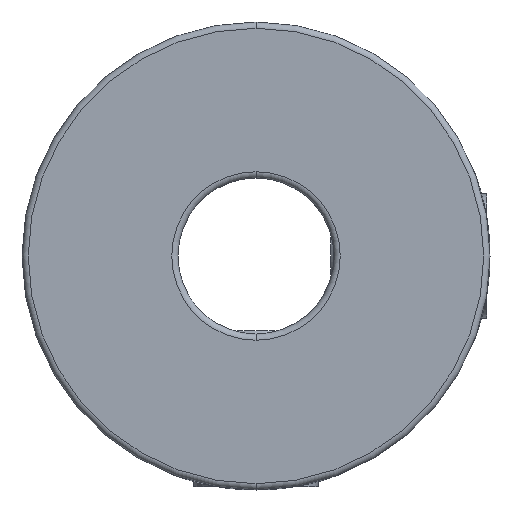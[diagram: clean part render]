
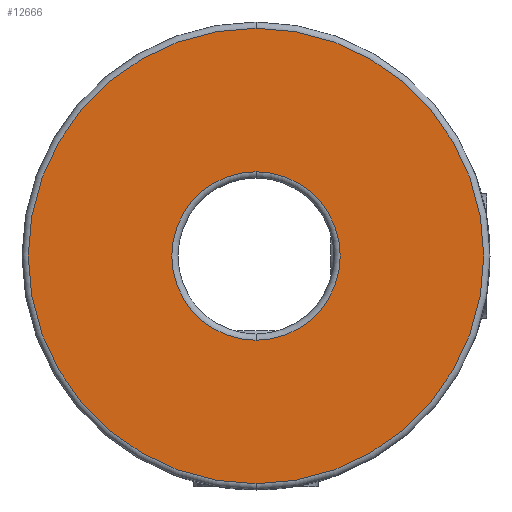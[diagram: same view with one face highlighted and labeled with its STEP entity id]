
A CAD part, front view. The second image highlights one B-rep face of the part: STEP entity #12666.
In plain terms, the highlighted planar face has unit normal (0, -1, 0).
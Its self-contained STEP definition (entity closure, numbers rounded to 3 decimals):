
#98 = CIRCLE ( 'NONE', #3410, 7.3 ) ;
#198 = CARTESIAN_POINT ( 'NONE',  ( 0., 0., 0. ) ) ;
#423 = EDGE_CURVE ( 'NONE', #6300, #11139, #98, .T. ) ;
#1399 = DIRECTION ( 'NONE',  ( 0., 1., 0. ) ) ;
#1455 = CARTESIAN_POINT ( 'NONE',  ( 0., 0., -7.3 ) ) ;
#1744 = ORIENTED_EDGE ( 'NONE', *, *, #6357, .T. ) ;
#1745 = EDGE_CURVE ( 'NONE', #12153, #9649, #5982, .T. ) ;
#1857 = CARTESIAN_POINT ( 'NONE',  ( 0., 0., -2.7 ) ) ;
#1914 = CARTESIAN_POINT ( 'NONE',  ( 0., 0., 0. ) ) ;
#2305 = CARTESIAN_POINT ( 'NONE',  ( 0., 0., 7.3 ) ) ;
#2651 = CIRCLE ( 'NONE', #9312, 2.7 ) ;
#2784 = CARTESIAN_POINT ( 'NONE',  ( 0., 0., 2.7 ) ) ;
#3157 = DIRECTION ( 'NONE',  ( 0., -1., 0. ) ) ;
#3410 = AXIS2_PLACEMENT_3D ( 'NONE', #8662, #3157, #7694 ) ;
#5033 = DIRECTION ( 'NONE',  ( 0., 0., 1. ) ) ;
#5982 = CIRCLE ( 'NONE', #13354, 2.7 ) ;
#6074 = DIRECTION ( 'NONE',  ( 0., -1., 0. ) ) ;
#6300 = VERTEX_POINT ( 'NONE', #2305 ) ;
#6357 = EDGE_CURVE ( 'NONE', #9649, #12153, #2651, .T. ) ;
#6372 = CIRCLE ( 'NONE', #13498, 7.3 ) ;
#6436 = DIRECTION ( 'NONE',  ( 0., 1., 0. ) ) ;
#6522 = ORIENTED_EDGE ( 'NONE', *, *, #13659, .T. ) ;
#7117 = CARTESIAN_POINT ( 'NONE',  ( 0., 0., 0. ) ) ;
#7512 = ORIENTED_EDGE ( 'NONE', *, *, #423, .T. ) ;
#7694 = DIRECTION ( 'NONE',  ( 0., 0., 1. ) ) ;
#8009 = DIRECTION ( 'NONE',  ( 0., 0., 1. ) ) ;
#8464 = DIRECTION ( 'NONE',  ( 0., 0., 1. ) ) ;
#8662 = CARTESIAN_POINT ( 'NONE',  ( 0., 0., 0. ) ) ;
#9270 = PLANE ( 'NONE',  #11608 ) ;
#9312 = AXIS2_PLACEMENT_3D ( 'NONE', #7117, #1399, #5033 ) ;
#9619 = DIRECTION ( 'NONE',  ( 0., 1., 0. ) ) ;
#9649 = VERTEX_POINT ( 'NONE', #1857 ) ;
#10632 = DIRECTION ( 'NONE',  ( 0., 0., 1. ) ) ;
#11139 = VERTEX_POINT ( 'NONE', #1455 ) ;
#11378 = ORIENTED_EDGE ( 'NONE', *, *, #1745, .T. ) ;
#11458 = CARTESIAN_POINT ( 'NONE',  ( 0., 0., 0. ) ) ;
#11608 = AXIS2_PLACEMENT_3D ( 'NONE', #198, #9619, #8009 ) ;
#11809 = EDGE_LOOP ( 'NONE', ( #11378, #1744 ) ) ;
#12153 = VERTEX_POINT ( 'NONE', #2784 ) ;
#12666 = ADVANCED_FACE ( 'NONE', ( #13862, #13716 ), #9270, .F. ) ;
#13021 = EDGE_LOOP ( 'NONE', ( #7512, #6522 ) ) ;
#13354 = AXIS2_PLACEMENT_3D ( 'NONE', #1914, #6436, #8464 ) ;
#13498 = AXIS2_PLACEMENT_3D ( 'NONE', #11458, #6074, #10632 ) ;
#13659 = EDGE_CURVE ( 'NONE', #11139, #6300, #6372, .T. ) ;
#13716 = FACE_OUTER_BOUND ( 'NONE', #13021, .T. ) ;
#13862 = FACE_BOUND ( 'NONE', #11809, .T. ) ;
